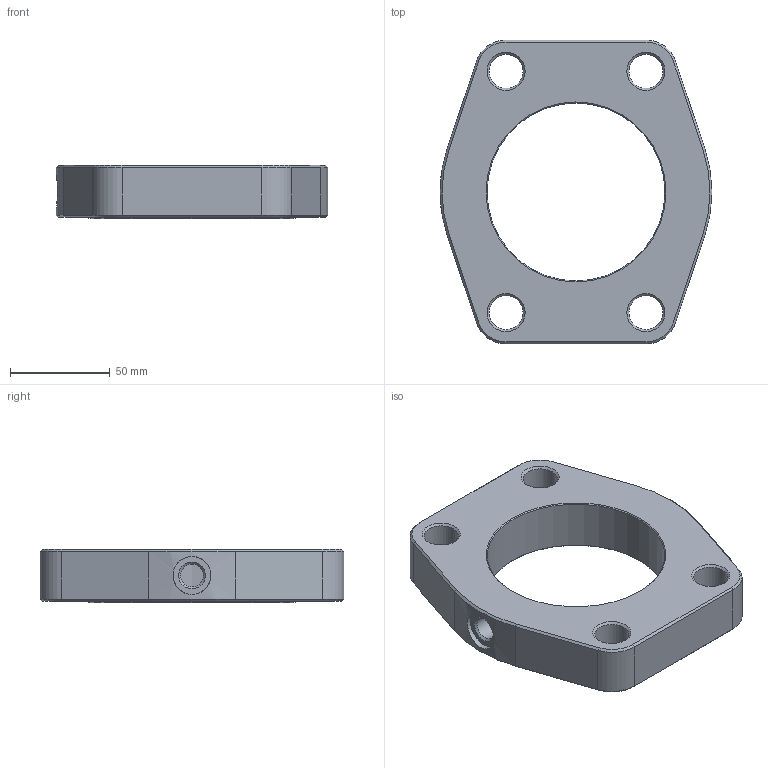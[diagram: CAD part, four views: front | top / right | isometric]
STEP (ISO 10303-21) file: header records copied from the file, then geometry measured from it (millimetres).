
FILE_DESCRIPTION(/* description */ (''),/* implementation_level */ '2;1');
FILE_NAME(/* name */ 'AFZ089-3.stp',/* time_stamp */ '2025-01-23T13:25:45+01:00',/* author */ (''),/* organization */ (''),/* preprocessor_version */ 'ST-DEVELOPER v16',/* originating_system */ 'SIEMENS PLM Software NX 10.0',/* authorisation */ '');
FILE_SCHEMA (('AP203_CONFIGURATION_CONTROLLED_3D_DESIGN_OF_MECHANICAL_PARTS_AND_ASSEMBLIES_MIM_LF { 1 0 10303 403 2 1 2}'));
Length unit declared in the file: millimetre
Products named in the file (1): nwer2840F04Fj3hg
Bounding box: 136 x 152 x 26.55 mm (x, y, z)
Volume: 270749.7 mm3; surface area: 51802.9 mm2
Topology: 2 solids, 2 shells, 64 faces, 148 edges, 89 vertices
Faces by surface type: plane 23, cone 23, cylinder 15, torus 2, revolution 1
Full cylindrical faces by diameter (mm): 11.445 x1, 17 x4, 19 x1, 89 x1, 96.19 x1, 105.08 x1
Entity records: 1740 total; most frequent: DIRECTION 297, CARTESIAN_POINT 295, ORIENTED_EDGE 230, AXIS2_PLACEMENT_3D 118, EDGE_CURVE 115, EDGE_LOOP 100, VERTEX_POINT 80, FACE_BOUND 66
